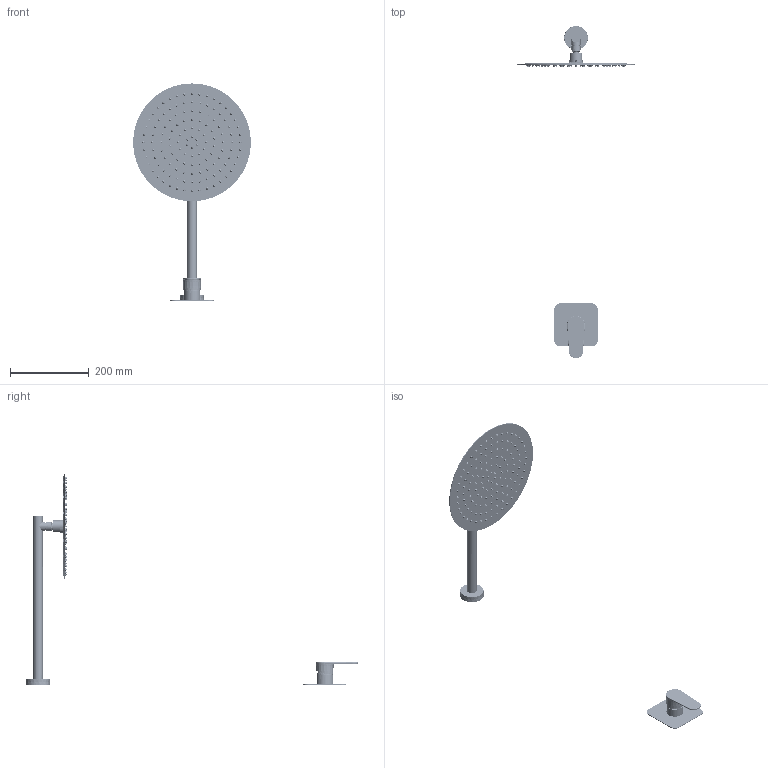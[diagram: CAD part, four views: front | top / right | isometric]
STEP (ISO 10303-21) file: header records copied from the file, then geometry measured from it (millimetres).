
FILE_DESCRIPTION (( 'STEP AP203' ), '1' );
FILE_NAME ('36DP09515.STEP', '2025-08-25T05:47:34', ( '' ), ( '' ), 'SwSTEP 2.0', 'SolidWorks 2021', '' );
FILE_SCHEMA (( 'CONFIG_CONTROL_DESIGN' ));
Products named in the file (1): 36DP09515
Bounding box: 300 x 844.66 x 552.72 mm (x, y, z)
Surface area: 548046.3 mm2 (no closed solid volume)
Topology: 0 solids, 16 shells, 2632 faces, 6226 edges, 4189 vertices
Faces by surface type: bspline 925, plane 747, cylinder 635, cone 307, torus 17, sphere 1
Full cylindrical faces by diameter (mm): 1.2 x132, 3.3 x1, 4 x265, 4.2 x1, 5.8 x132, 6.8 x1, 7 x1, 8 x1, 9.5 x1, 10 x1, 14 x1, 16.45 x2, 18 x2, 18.1 x1, 19 x1, 19.1 x4, 20 x1, 20.45 x3, 21.3 x1, 23 x2, 23.5 x1, 24 x1, 24.41 x1, 26.3 x1, 26.7 x7, 29 x1, 30.5 x1, 31 x1, 33.5 x1, 35.8 x1
Entity records: 105980 total; most frequent: CARTESIAN_POINT 58085, DIRECTION 8501, ORIENTED_EDGE 8188, EDGE_LOOP 5265, EDGE_CURVE 4096, AXIS2_PLACEMENT_3D 3926, FACE_OUTER_BOUND 3865, VERTEX_POINT 3601
